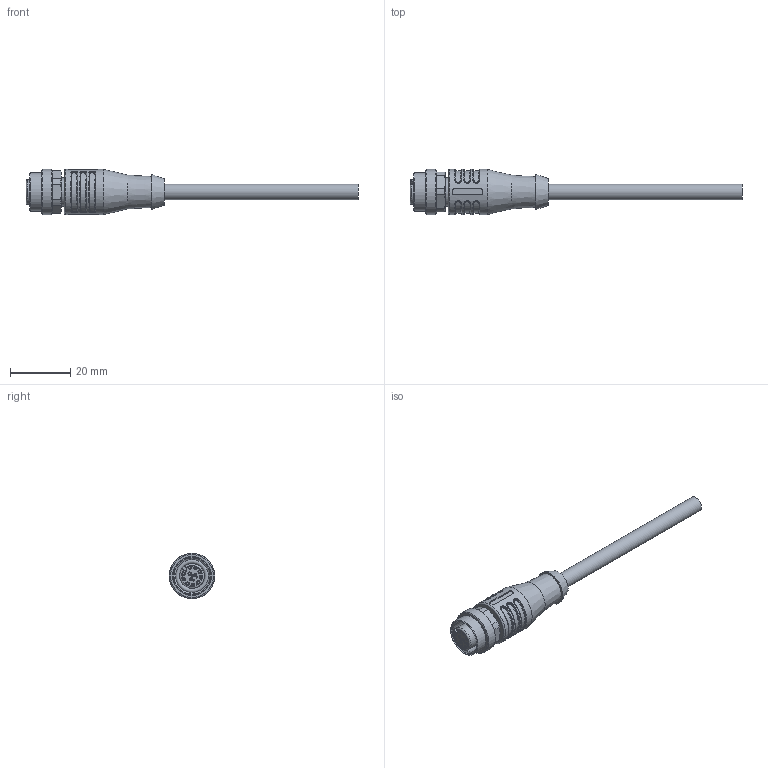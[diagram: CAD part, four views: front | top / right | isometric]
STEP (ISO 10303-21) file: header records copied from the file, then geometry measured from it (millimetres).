
FILE_DESCRIPTION(/* description */ (''),/* implementation_level */ '2;1');
FILE_NAME(/* name */ 'AL-WAKS12.stp',/* time_stamp */ '2015-07-01T09:39:31+02:00',/* author */ ('ESCHA Bauelemente GmbH'),/* organization */ ('ESCHA Bauelemente GmbH'),/* preprocessor_version */ 'ST-DEVELOPER v14',/* originating_system */ 'SIEMENS PLM Software NX 8.0',/* authorisation */ '');
FILE_SCHEMA (('AP203_CONFIGURATION_CONTROLLED_3D_DESIGN_OF_MECHANICAL_PARTS_AND_ASSEMBLIES_MIM_LF { 1 0 10303 403 2 1 2}'));
Length unit declared in the file: millimetre
Products named in the file (1): AL-WAKS5-AL-WASS5
Bounding box: 109.9 x 15 x 15 mm (x, y, z)
Volume: 7045.5 mm3; surface area: 4009.9 mm2
Topology: 1 solids, 1 shells, 392 faces, 968 edges, 623 vertices
Faces by surface type: plane 139, extrusion 116, cylinder 54, bspline 54, cone 25, torus 4
Full cylindrical faces by diameter (mm): 0.7 x12, 5.2 x1, 9.3 x1, 10.95 x1, 12.3 x1, 12.8 x1, 15 x2
Entity records: 13463 total; most frequent: CARTESIAN_POINT 5569, ORIENTED_EDGE 1814, DIRECTION 1108, EDGE_CURVE 907, VERTEX_POINT 607, EDGE_LOOP 484, VECTOR 460, B_SPLINE_CURVE_WITH_KNOTS 433
